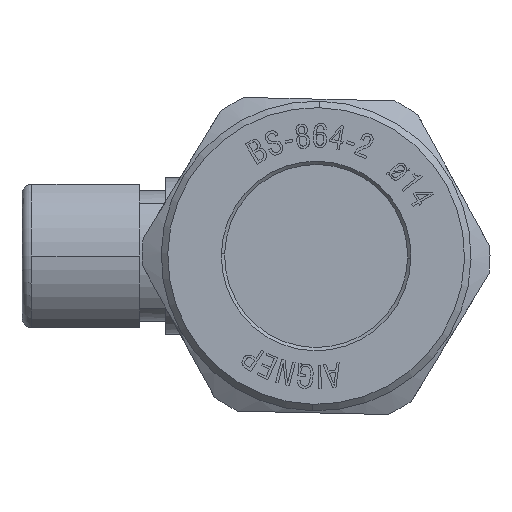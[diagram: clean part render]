
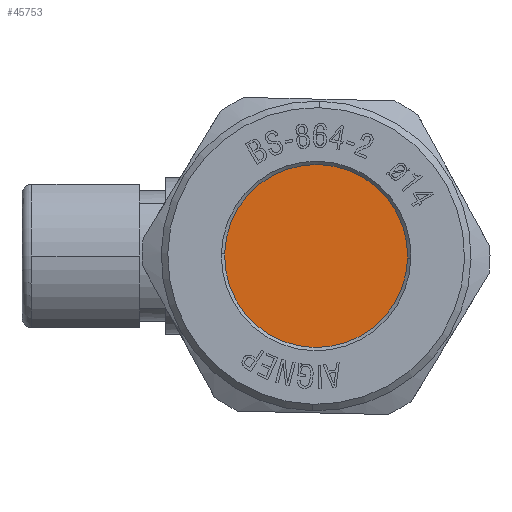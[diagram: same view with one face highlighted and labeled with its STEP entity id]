
A CAD part, left-side view. The second image highlights one B-rep face of the part: STEP entity #45753.
In plain terms, the highlighted planar face has unit normal (-1, 0, 0).
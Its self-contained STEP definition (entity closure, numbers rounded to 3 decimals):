
#1415 = FACE_OUTER_BOUND ( 'NONE', #29908, .T. ) ;
#4209 = CIRCLE ( 'NONE', #19360, 7.082 ) ;
#8178 = EDGE_CURVE ( 'NONE', #26955, #26959, #21605, .T. ) ;
#8447 = EDGE_CURVE ( 'NONE', #26959, #26955, #4209, .T. ) ;
#19360 = AXIS2_PLACEMENT_3D ( 'NONE', #63351, #63352, #63353 ) ;
#21605 = CIRCLE ( 'NONE', #25429, 7.082 ) ;
#22591 = CARTESIAN_POINT ( 'NONE',  ( -25.118, 7.08, 0.159 ) ) ;
#22593 = CARTESIAN_POINT ( 'NONE',  ( -25.118, -7.08, -0.159 ) ) ;
#25429 = AXIS2_PLACEMENT_3D ( 'NONE', #26123, #26124, #26125 ) ;
#26123 = CARTESIAN_POINT ( 'NONE',  ( -25.118, 0., 0. ) ) ;
#26124 = DIRECTION ( 'NONE',  ( 1., 0., 0. ) ) ;
#26125 = DIRECTION ( 'NONE',  ( 0., -1., 0. ) ) ;
#26955 = VERTEX_POINT ( 'NONE', #22591 ) ;
#26959 = VERTEX_POINT ( 'NONE', #22593 ) ;
#29908 = EDGE_LOOP ( 'NONE', ( #34762, #34763 ) ) ;
#34762 = ORIENTED_EDGE ( 'NONE', *, *, #8178, .F. ) ;
#34763 = ORIENTED_EDGE ( 'NONE', *, *, #8447, .F. ) ;
#45753 = ADVANCED_FACE ( 'NONE', ( #1415 ), #51047, .T. ) ;
#51047 = PLANE ( 'NONE',  #55053 ) ;
#51048 = CARTESIAN_POINT ( 'NONE',  ( -25.118, 0., 0. ) ) ;
#51054 = DIRECTION ( 'NONE',  ( -1., 0., 0. ) ) ;
#51055 = DIRECTION ( 'NONE',  ( 0., -1., 0. ) ) ;
#55053 = AXIS2_PLACEMENT_3D ( 'NONE', #51048, #51054, #51055 ) ;
#63351 = CARTESIAN_POINT ( 'NONE',  ( -25.118, 0., 0. ) ) ;
#63352 = DIRECTION ( 'NONE',  ( 1., 0., 0. ) ) ;
#63353 = DIRECTION ( 'NONE',  ( 0., -1., 0. ) ) ;
